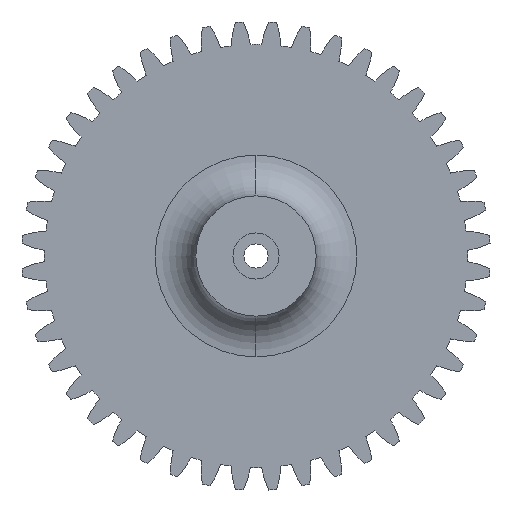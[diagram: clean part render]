
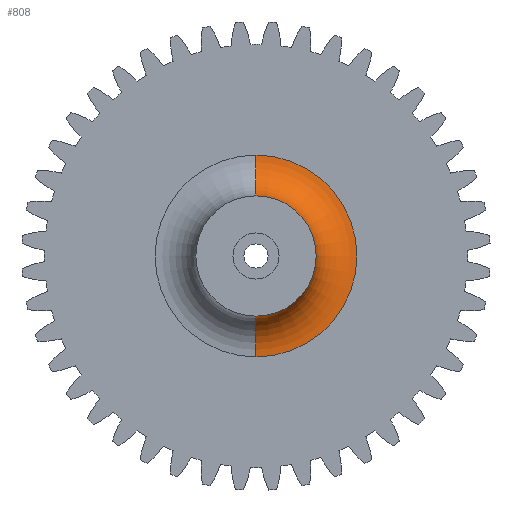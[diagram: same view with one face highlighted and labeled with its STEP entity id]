
A CAD part, left-side view. The second image highlights one B-rep face of the part: STEP entity #808.
In plain terms, the highlighted toroidal (fillet/blend) face has major radius 12.58 mm and minor radius 5.08 mm.
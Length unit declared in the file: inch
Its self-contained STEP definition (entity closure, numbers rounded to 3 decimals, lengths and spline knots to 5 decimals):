
#206 = CARTESIAN_POINT ( 'NONE',  ( -0.2, 0., 0.49528 ) ) ;
#434 = TOROIDAL_SURFACE ( 'NONE', #1186, 0.49528, 0.2 ) ;
#437 = VERTEX_POINT ( 'NONE', #1416 ) ;
#771 = CARTESIAN_POINT ( 'NONE',  ( -0.2, 0., -0.49528 ) ) ;
#808 = ADVANCED_FACE ( 'NONE', ( #4876 ), #434, .F. ) ;
#1186 = AXIS2_PLACEMENT_3D ( 'NONE', #1349, #4503, #4537 ) ;
#1349 = CARTESIAN_POINT ( 'NONE',  ( -0.2, 0., 0. ) ) ;
#1416 = CARTESIAN_POINT ( 'NONE',  ( -0.2, 0., -0.29528 ) ) ;
#1547 = DIRECTION ( 'NONE',  ( 1., 0., 0. ) ) ;
#1599 = EDGE_LOOP ( 'NONE', ( #6567, #6492, #5846, #6603 ) ) ;
#2185 = CIRCLE ( 'NONE', #5592, 0.2 ) ;
#2397 = AXIS2_PLACEMENT_3D ( 'NONE', #6720, #1547, #3582 ) ;
#2968 = VERTEX_POINT ( 'NONE', #6176 ) ;
#3405 = CARTESIAN_POINT ( 'NONE',  ( -0.2, 0., 0.29528 ) ) ;
#3484 = DIRECTION ( 'NONE',  ( 0., -1., 0. ) ) ;
#3529 = CARTESIAN_POINT ( 'NONE',  ( -0.2, 0., 0. ) ) ;
#3582 = DIRECTION ( 'NONE',  ( 0., 0., -1. ) ) ;
#3836 = DIRECTION ( 'NONE',  ( 0., 1., 0. ) ) ;
#3965 = AXIS2_PLACEMENT_3D ( 'NONE', #771, #3484, #6519 ) ;
#3998 = VERTEX_POINT ( 'NONE', #3405 ) ;
#4074 = CIRCLE ( 'NONE', #3965, 0.2 ) ;
#4357 = EDGE_CURVE ( 'NONE', #2968, #3998, #2185, .T. ) ;
#4503 = DIRECTION ( 'NONE',  ( 1., 0., 0. ) ) ;
#4537 = DIRECTION ( 'NONE',  ( 0., 0., -1. ) ) ;
#4550 = EDGE_CURVE ( 'NONE', #437, #3998, #5255, .T. ) ;
#4857 = DIRECTION ( 'NONE',  ( 0., 0., 1. ) ) ;
#4876 = FACE_OUTER_BOUND ( 'NONE', #1599, .T. ) ;
#4896 = EDGE_CURVE ( 'NONE', #2968, #5004, #5245, .T. ) ;
#5004 = VERTEX_POINT ( 'NONE', #5390 ) ;
#5245 = CIRCLE ( 'NONE', #2397, 0.49528 ) ;
#5255 = CIRCLE ( 'NONE', #6232, 0.29528 ) ;
#5390 = CARTESIAN_POINT ( 'NONE',  ( 0., 0., -0.49528 ) ) ;
#5592 = AXIS2_PLACEMENT_3D ( 'NONE', #206, #3836, #4857 ) ;
#5613 = DIRECTION ( 'NONE',  ( -1., 0., 0. ) ) ;
#5846 = ORIENTED_EDGE ( 'NONE', *, *, #4550, .F. ) ;
#6120 = DIRECTION ( 'NONE',  ( 0., 0., -1. ) ) ;
#6176 = CARTESIAN_POINT ( 'NONE',  ( 0., 0., 0.49528 ) ) ;
#6232 = AXIS2_PLACEMENT_3D ( 'NONE', #3529, #5613, #6120 ) ;
#6492 = ORIENTED_EDGE ( 'NONE', *, *, #4357, .T. ) ;
#6519 = DIRECTION ( 'NONE',  ( 0., 0., -1. ) ) ;
#6531 = EDGE_CURVE ( 'NONE', #5004, #437, #4074, .T. ) ;
#6567 = ORIENTED_EDGE ( 'NONE', *, *, #4896, .F. ) ;
#6603 = ORIENTED_EDGE ( 'NONE', *, *, #6531, .F. ) ;
#6720 = CARTESIAN_POINT ( 'NONE',  ( 0., 0., 0. ) ) ;
